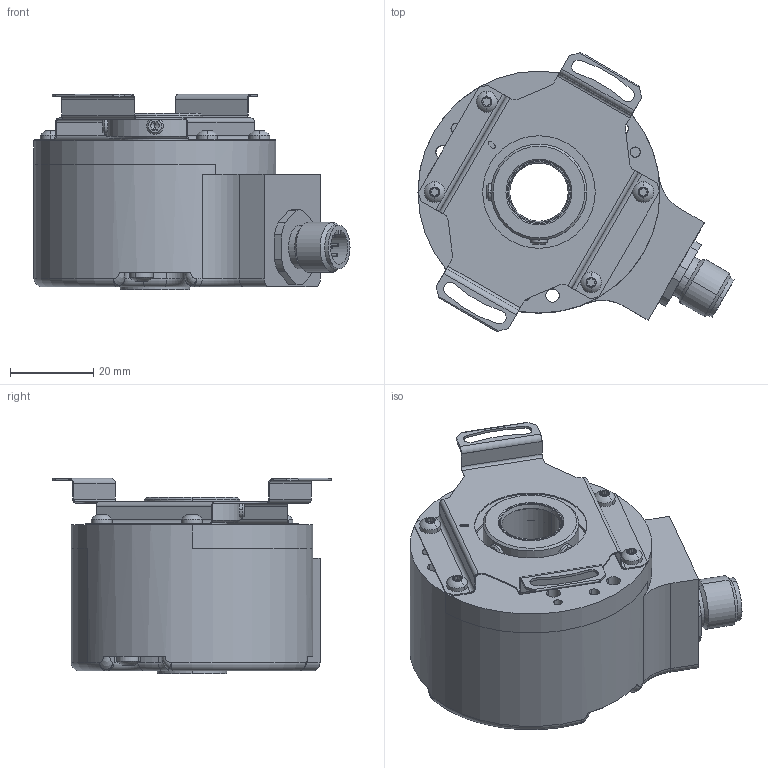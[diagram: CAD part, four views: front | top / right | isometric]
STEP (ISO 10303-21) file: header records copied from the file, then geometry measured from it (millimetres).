
FILE_DESCRIPTION((''),'2;1');
FILE_NAME('677766','2010-10-19T',('se2802'),(''),'PRO/ENGINEER BY PARAMETRIC TECHNOLOGY CORPORATION, 2010180','PRO/ENGINEER BY PARAMETRIC TECHNOLOGY CORPORATION, 2010180','');
FILE_SCHEMA(('CONFIG_CONTROL_DESIGN'));
Length unit declared in the file: millimetre
Products named in the file (1): 677766
Bounding box: 75.77 x 66.89 x 46.9 mm (x, y, z)
Volume: 95550.6 mm3; surface area: 22845.7 mm2
Topology: 1 solids, 2 shells, 561 faces, 1433 edges, 901 vertices
Faces by surface type: cylinder 262, plane 164, cone 62, torus 47, sphere 20, bspline 6
Entity records: 18900 total; most frequent: CARTESIAN_POINT 4807, DIRECTION 3208, ORIENTED_EDGE 2838, EDGE_CURVE 1419, AXIS2_PLACEMENT_3D 1310, VERTEX_POINT 901, CIRCLE 755, EDGE_LOOP 620
